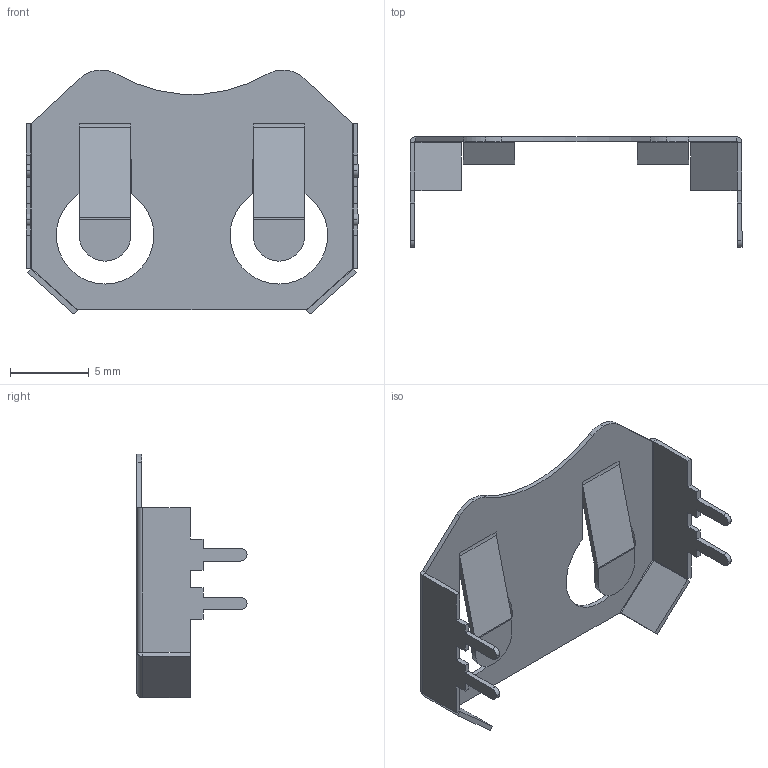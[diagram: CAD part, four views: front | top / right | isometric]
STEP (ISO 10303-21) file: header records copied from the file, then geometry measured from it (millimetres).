
FILE_DESCRIPTION (( 'STEP AP214' ), '1' );
FILE_NAME ('BAT-HLD-001-THM.STEP', '2019-12-21T12:18:13', ( '' ), ( '' ), 'SwSTEP 2.0', 'SolidWorks 2017', '' );
FILE_SCHEMA (( 'AUTOMOTIVE_DESIGN' ));
Length unit declared in the file: millimetre
Products named in the file (1): BAT-HLD-001-THM
Bounding box: 21.1 x 7 x 15.5 mm (x, y, z)
Volume: 105.5 mm3; surface area: 764.1 mm2
Topology: 1 solids, 1 shells, 122 faces, 304 edges, 184 vertices
Faces by surface type: plane 89, cylinder 33
Entity records: 3600 total; most frequent: CARTESIAN_POINT 659, ORIENTED_EDGE 608, DIRECTION 596, EDGE_CURVE 304, VECTOR 226, LINE 226, AXIS2_PLACEMENT_3D 185, VERTEX_POINT 184
